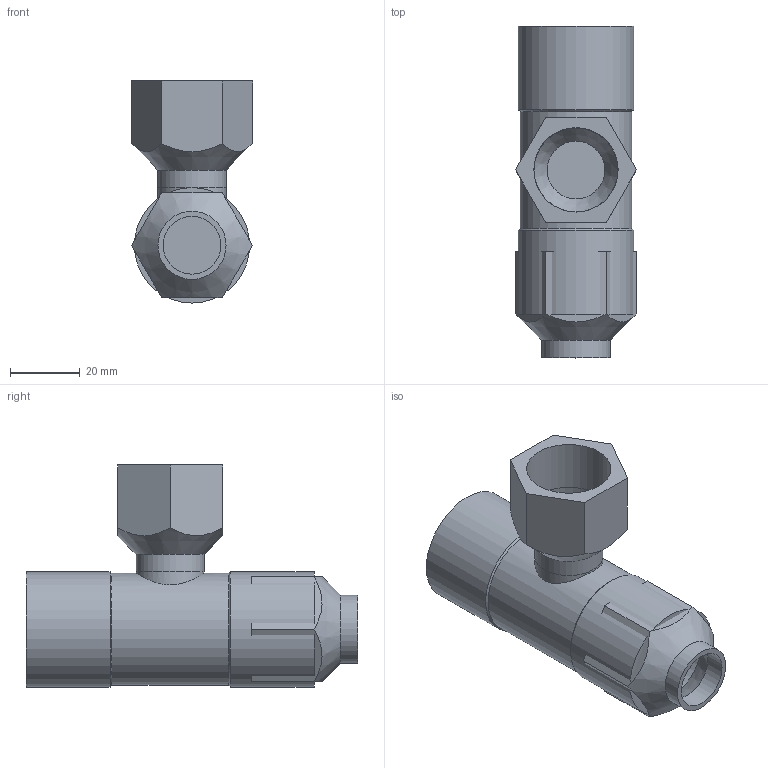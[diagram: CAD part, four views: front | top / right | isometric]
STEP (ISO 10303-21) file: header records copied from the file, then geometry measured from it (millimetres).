
FILE_DESCRIPTION( ( 'Unknown' ), '1' );
FILE_NAME( 'F12R3-4DN28.stp', 'Unknown', ( 'Unknown' ), ( 'Unknown' ), 'PSStep 14.0', 'Unknown', ' ' );
FILE_SCHEMA( ( 'AUTOMOTIVE_DESIGN { 1 0 10303 214 1 1 1 1 }' ) );
Length unit declared in the file: millimetre
Products named in the file (3): Assem1; TDN28-19; ROSCAH3-4_19,5GEN
Bounding box: 34.64 x 94.9 x 63.5 mm (x, y, z)
Volume: 99780.4 mm3; surface area: 39574.6 mm2
Topology: 4 solids, 4 shells, 56 faces, 116 edges, 76 vertices
Faces by surface type: plane 28, cylinder 20, cone 8
Full cylindrical faces by diameter (mm): 16.5 x2, 19.5 x4, 24.117 x4, 28 x4, 32 x2, 33 x4
Entity records: 1038 total; most frequent: CARTESIAN_POINT 262, DIRECTION 112, ORIENTED_EDGE 76, AXIS2_PLACEMENT_3D 50, EDGE_LOOP 48, FACE_OUTER_BOUND 38, EDGE_CURVE 38, VERTEX_POINT 32
